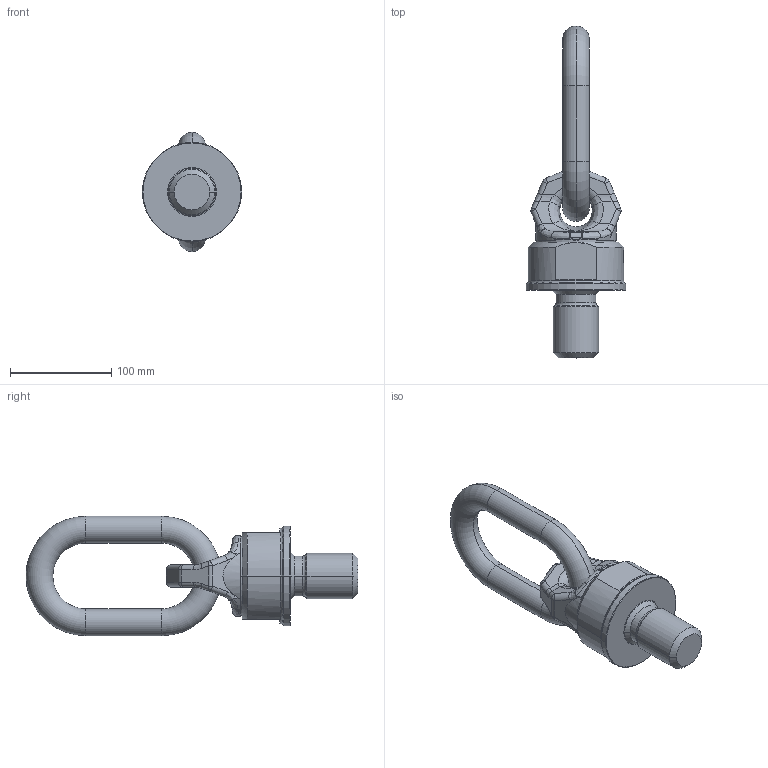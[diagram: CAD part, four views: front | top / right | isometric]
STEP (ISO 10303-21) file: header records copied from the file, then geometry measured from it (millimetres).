
FILE_DESCRIPTION((''),'2;1');
FILE_NAME('001-M33245-P104_ASM','2015-08-06T',('Roland.Jakubetz'),(''),'PRO/ENGINEER BY PARAMETRIC TECHNOLOGY CORPORATION, 2010140','PRO/ENGINEER BY PARAMETRIC TECHNOLOGY CORPORATION, 2010140','');
FILE_SCHEMA(('CONFIG_CONTROL_DESIGN'));
Length unit declared in the file: millimetre
Products named in the file (4): 001-M33245-P104; 001-M33245-P92; 001-M33245-P91; 001-M33245-P104_ASM
Assembly tree (3 placements, depth 2):
  001-M33245-P104_ASM
    001-M33245-P104
    001-M33245-P92
    001-M33245-P91
Bounding box: 98 x 328 x 118 mm (x, y, z)
Volume: 813506.4 mm3; surface area: 96391.7 mm2
Topology: 3 solids, 3 shells, 477 faces, 1252 edges, 796 vertices
Faces by surface type: plane 346, cylinder 49, bspline 40, cone 20, torus 14, sphere 8
Entity records: 15950 total; most frequent: CARTESIAN_POINT 4324, ORIENTED_EDGE 2504, DIRECTION 2210, EDGE_CURVE 1252, VECTOR 1010, LINE 1010, VERTEX_POINT 796, AXIS2_PLACEMENT_3D 600
